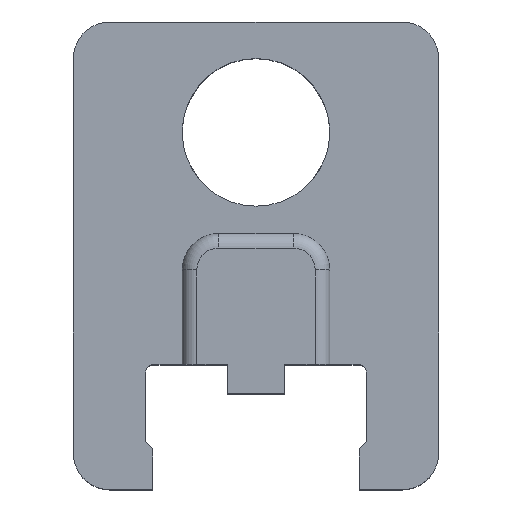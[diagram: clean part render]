
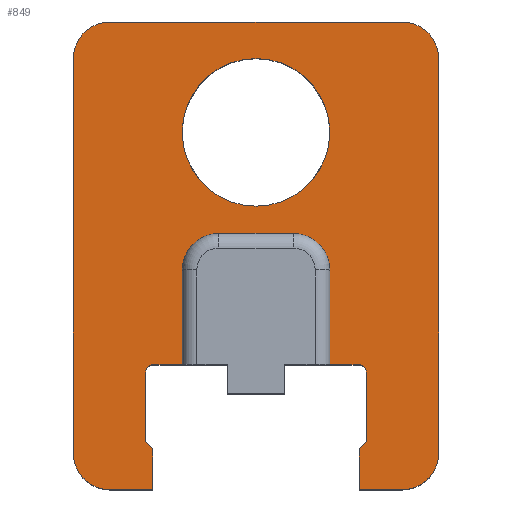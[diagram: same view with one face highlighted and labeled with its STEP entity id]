
A CAD part, top view. The second image highlights one B-rep face of the part: STEP entity #849.
In plain terms, the highlighted planar face has unit normal (0, 0, 1).
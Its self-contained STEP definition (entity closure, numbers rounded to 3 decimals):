
#20=FACE_BOUND('',#150,.T.);
#56=PLANE('',#941);
#100=FACE_OUTER_BOUND('',#149,.T.);
#149=EDGE_LOOP('',(#766,#767,#768,#769,#770,#771,#772,#773,#774,#775,#776,
#777,#778,#779,#780,#781,#782,#783,#784,#785,#786,#787,#788,#789));
#150=EDGE_LOOP('',(#790));
#163=LINE('',#1271,#247);
#166=LINE('',#1277,#250);
#172=LINE('',#1290,#256);
#175=LINE('',#1296,#259);
#183=LINE('',#1320,#267);
#185=LINE('',#1323,#269);
#186=LINE('',#1325,#270);
#195=LINE('',#1353,#279);
#205=LINE('',#1412,#289);
#207=LINE('',#1416,#291);
#215=LINE('',#1433,#299);
#220=LINE('',#1442,#304);
#227=LINE('',#1463,#311);
#230=LINE('',#1471,#314);
#233=LINE('',#1478,#317);
#234=LINE('',#1480,#318);
#247=VECTOR('',#1002,10.);
#250=VECTOR('',#1007,10.);
#256=VECTOR('',#1017,10.);
#259=VECTOR('',#1022,10.);
#267=VECTOR('',#1044,10.);
#269=VECTOR('',#1048,10.);
#270=VECTOR('',#1051,10.);
#279=VECTOR('',#1082,10.);
#289=VECTOR('',#1112,10.);
#291=VECTOR('',#1116,10.);
#299=VECTOR('',#1132,10.);
#304=VECTOR('',#1139,10.);
#311=VECTOR('',#1160,10.);
#314=VECTOR('',#1169,10.);
#317=VECTOR('',#1178,10.);
#318=VECTOR('',#1181,10.);
#325=CIRCLE('',#874,5.);
#329=CIRCLE('',#885,1.);
#330=CIRCLE('',#892,5.);
#332=CIRCLE('',#895,5.);
#338=CIRCLE('',#906,5.);
#342=CIRCLE('',#919,1.);
#346=CIRCLE('',#932,5.);
#347=CIRCLE('',#935,5.);
#348=CIRCLE('',#938,10.1);
#355=VERTEX_POINT('',#1202);
#356=VERTEX_POINT('',#1203);
#368=VERTEX_POINT('',#1264);
#369=VERTEX_POINT('',#1266);
#370=VERTEX_POINT('',#1270);
#372=VERTEX_POINT('',#1276);
#377=VERTEX_POINT('',#1289);
#379=VERTEX_POINT('',#1295);
#381=VERTEX_POINT('',#1301);
#382=VERTEX_POINT('',#1302);
#385=VERTEX_POINT('',#1310);
#386=VERTEX_POINT('',#1311);
#393=VERTEX_POINT('',#1338);
#394=VERTEX_POINT('',#1339);
#405=VERTEX_POINT('',#1402);
#406=VERTEX_POINT('',#1404);
#408=VERTEX_POINT('',#1410);
#409=VERTEX_POINT('',#1414);
#414=VERTEX_POINT('',#1432);
#417=VERTEX_POINT('',#1440);
#423=VERTEX_POINT('',#1457);
#424=VERTEX_POINT('',#1458);
#425=VERTEX_POINT('',#1465);
#426=VERTEX_POINT('',#1466);
#427=VERTEX_POINT('',#1473);
#435=EDGE_CURVE('',#355,#356,#325,.F.);
#453=EDGE_CURVE('',#369,#368,#329,.T.);
#455=EDGE_CURVE('',#369,#370,#163,.T.);
#458=EDGE_CURVE('',#355,#372,#166,.T.);
#464=EDGE_CURVE('',#377,#370,#172,.T.);
#467=EDGE_CURVE('',#377,#379,#175,.T.);
#470=EDGE_CURVE('',#381,#382,#330,.T.);
#474=EDGE_CURVE('',#385,#386,#332,.T.);
#479=EDGE_CURVE('',#379,#386,#183,.T.);
#481=EDGE_CURVE('',#385,#382,#185,.T.);
#482=EDGE_CURVE('',#372,#368,#186,.T.);
#489=EDGE_CURVE('',#393,#394,#338,.F.);
#497=EDGE_CURVE('',#356,#394,#195,.T.);
#509=EDGE_CURVE('',#405,#406,#342,.T.);
#513=EDGE_CURVE('',#405,#408,#205,.T.);
#515=EDGE_CURVE('',#393,#409,#207,.T.);
#523=EDGE_CURVE('',#414,#408,#215,.T.);
#528=EDGE_CURVE('',#414,#417,#220,.T.);
#536=EDGE_CURVE('',#423,#424,#346,.T.);
#539=EDGE_CURVE('',#423,#381,#227,.T.);
#540=EDGE_CURVE('',#425,#426,#347,.T.);
#543=EDGE_CURVE('',#417,#426,#230,.T.);
#544=EDGE_CURVE('',#427,#427,#348,.T.);
#547=EDGE_CURVE('',#425,#424,#233,.T.);
#548=EDGE_CURVE('',#409,#406,#234,.T.);
#766=ORIENTED_EDGE('',*,*,#497,.T.);
#767=ORIENTED_EDGE('',*,*,#489,.F.);
#768=ORIENTED_EDGE('',*,*,#515,.T.);
#769=ORIENTED_EDGE('',*,*,#548,.T.);
#770=ORIENTED_EDGE('',*,*,#509,.F.);
#771=ORIENTED_EDGE('',*,*,#513,.T.);
#772=ORIENTED_EDGE('',*,*,#523,.F.);
#773=ORIENTED_EDGE('',*,*,#528,.T.);
#774=ORIENTED_EDGE('',*,*,#543,.T.);
#775=ORIENTED_EDGE('',*,*,#540,.F.);
#776=ORIENTED_EDGE('',*,*,#547,.T.);
#777=ORIENTED_EDGE('',*,*,#536,.F.);
#778=ORIENTED_EDGE('',*,*,#539,.T.);
#779=ORIENTED_EDGE('',*,*,#470,.T.);
#780=ORIENTED_EDGE('',*,*,#481,.F.);
#781=ORIENTED_EDGE('',*,*,#474,.T.);
#782=ORIENTED_EDGE('',*,*,#479,.F.);
#783=ORIENTED_EDGE('',*,*,#467,.F.);
#784=ORIENTED_EDGE('',*,*,#464,.T.);
#785=ORIENTED_EDGE('',*,*,#455,.F.);
#786=ORIENTED_EDGE('',*,*,#453,.T.);
#787=ORIENTED_EDGE('',*,*,#482,.F.);
#788=ORIENTED_EDGE('',*,*,#458,.F.);
#789=ORIENTED_EDGE('',*,*,#435,.T.);
#790=ORIENTED_EDGE('',*,*,#544,.F.);
#849=ADVANCED_FACE('',(#100,#20),#56,.T.);
#874=AXIS2_PLACEMENT_3D('',#1204,#965,#966);
#885=AXIS2_PLACEMENT_3D('',#1267,#997,#998);
#892=AXIS2_PLACEMENT_3D('',#1303,#1027,#1028);
#895=AXIS2_PLACEMENT_3D('',#1312,#1035,#1036);
#906=AXIS2_PLACEMENT_3D('',#1340,#1066,#1067);
#919=AXIS2_PLACEMENT_3D('',#1405,#1105,#1106);
#932=AXIS2_PLACEMENT_3D('',#1459,#1154,#1155);
#935=AXIS2_PLACEMENT_3D('',#1467,#1163,#1164);
#938=AXIS2_PLACEMENT_3D('',#1474,#1172,#1173);
#941=AXIS2_PLACEMENT_3D('',#1481,#1182,#1183);
#965=DIRECTION('center_axis',(0.,0.,1.));
#966=DIRECTION('ref_axis',(-0.707,0.707,0.));
#997=DIRECTION('center_axis',(0.,0.,-1.));
#998=DIRECTION('ref_axis',(-0.707,0.707,0.));
#1002=DIRECTION('',(0.,-1.,0.));
#1007=DIRECTION('',(0.,-1.,0.));
#1017=DIRECTION('',(-0.707,0.707,0.));
#1022=DIRECTION('',(0.,-1.,0.));
#1027=DIRECTION('center_axis',(0.,0.,1.));
#1028=DIRECTION('ref_axis',(-0.707,0.707,0.));
#1035=DIRECTION('center_axis',(0.,0.,1.));
#1036=DIRECTION('ref_axis',(-0.707,-0.707,0.));
#1044=DIRECTION('',(-1.,0.,0.));
#1048=DIRECTION('',(0.,1.,0.));
#1051=DIRECTION('',(-1.,0.,0.));
#1066=DIRECTION('center_axis',(0.,0.,-1.));
#1067=DIRECTION('ref_axis',(0.707,0.707,0.));
#1082=DIRECTION('',(1.,0.,0.));
#1105=DIRECTION('center_axis',(0.,0.,1.));
#1106=DIRECTION('ref_axis',(0.707,0.707,0.));
#1112=DIRECTION('',(0.,-1.,0.));
#1116=DIRECTION('',(0.,-1.,0.));
#1132=DIRECTION('',(0.707,0.707,0.));
#1139=DIRECTION('',(0.,-1.,0.));
#1154=DIRECTION('center_axis',(0.,0.,-1.));
#1155=DIRECTION('ref_axis',(0.707,0.707,0.));
#1160=DIRECTION('',(-1.,0.,0.));
#1163=DIRECTION('center_axis',(0.,0.,-1.));
#1164=DIRECTION('ref_axis',(0.707,-0.707,0.));
#1169=DIRECTION('',(1.,0.,0.));
#1172=DIRECTION('center_axis',(0.,0.,1.));
#1173=DIRECTION('ref_axis',(-1.,0.,0.));
#1178=DIRECTION('',(0.,1.,0.));
#1181=DIRECTION('',(1.,0.,0.));
#1182=DIRECTION('center_axis',(0.,0.,1.));
#1183=DIRECTION('ref_axis',(1.,0.,0.));
#1202=CARTESIAN_POINT('',(-10.1,-18.9,20.));
#1203=CARTESIAN_POINT('',(-5.1,-13.9,20.));
#1204=CARTESIAN_POINT('Origin',(-5.1,-18.9,20.));
#1264=CARTESIAN_POINT('',(-14.1,-31.8,20.));
#1266=CARTESIAN_POINT('',(-15.1,-32.8,20.));
#1267=CARTESIAN_POINT('Origin',(-14.1,-32.8,20.));
#1270=CARTESIAN_POINT('',(-15.1,-42.3,20.));
#1271=CARTESIAN_POINT('',(-15.1,-42.3,20.));
#1276=CARTESIAN_POINT('',(-10.1,-31.8,20.));
#1277=CARTESIAN_POINT('',(-10.1,-31.8,20.));
#1289=CARTESIAN_POINT('',(-14.1,-43.3,20.));
#1290=CARTESIAN_POINT('',(-20.55,-36.85,20.));
#1295=CARTESIAN_POINT('',(-14.1,-48.9,20.));
#1296=CARTESIAN_POINT('',(-14.1,-48.9,20.));
#1301=CARTESIAN_POINT('',(-20.,15.1,20.));
#1302=CARTESIAN_POINT('',(-25.,10.1,20.));
#1303=CARTESIAN_POINT('Origin',(-20.,10.1,20.));
#1310=CARTESIAN_POINT('',(-25.,-43.9,20.));
#1311=CARTESIAN_POINT('',(-20.,-48.9,20.));
#1312=CARTESIAN_POINT('Origin',(-20.,-43.9,20.));
#1320=CARTESIAN_POINT('',(-25.,-48.9,20.));
#1323=CARTESIAN_POINT('',(-25.,15.1,20.));
#1325=CARTESIAN_POINT('',(-15.1,-31.8,20.));
#1338=CARTESIAN_POINT('',(10.1,-18.9,20.));
#1339=CARTESIAN_POINT('',(5.1,-13.9,20.));
#1340=CARTESIAN_POINT('Origin',(5.1,-18.9,20.));
#1353=CARTESIAN_POINT('',(10.1,-13.9,20.));
#1402=CARTESIAN_POINT('',(15.1,-32.8,20.));
#1404=CARTESIAN_POINT('',(14.1,-31.8,20.));
#1405=CARTESIAN_POINT('Origin',(14.1,-32.8,20.));
#1410=CARTESIAN_POINT('',(15.1,-42.3,20.));
#1412=CARTESIAN_POINT('',(15.1,-42.3,20.));
#1414=CARTESIAN_POINT('',(10.1,-31.8,20.));
#1416=CARTESIAN_POINT('',(10.1,-31.8,20.));
#1432=CARTESIAN_POINT('',(14.1,-43.3,20.));
#1433=CARTESIAN_POINT('',(20.55,-36.85,20.));
#1440=CARTESIAN_POINT('',(14.1,-48.9,20.));
#1442=CARTESIAN_POINT('',(14.1,-48.9,20.));
#1457=CARTESIAN_POINT('',(20.,15.1,20.));
#1458=CARTESIAN_POINT('',(25.,10.1,20.));
#1459=CARTESIAN_POINT('Origin',(20.,10.1,20.));
#1463=CARTESIAN_POINT('',(-25.,15.1,20.));
#1465=CARTESIAN_POINT('',(25.,-43.9,20.));
#1466=CARTESIAN_POINT('',(20.,-48.9,20.));
#1467=CARTESIAN_POINT('Origin',(20.,-43.9,20.));
#1471=CARTESIAN_POINT('',(25.,-48.9,20.));
#1473=CARTESIAN_POINT('',(-10.1,0.,20.));
#1474=CARTESIAN_POINT('Origin',(0.,0.,20.));
#1478=CARTESIAN_POINT('',(25.,15.1,20.));
#1480=CARTESIAN_POINT('',(15.1,-31.8,20.));
#1481=CARTESIAN_POINT('Origin',(12.5,-16.9,20.));
